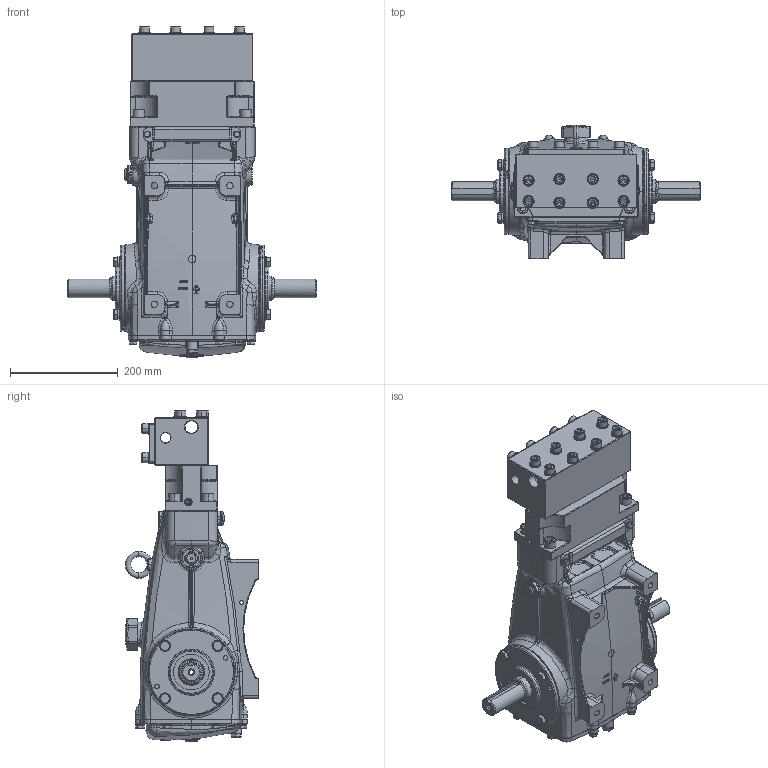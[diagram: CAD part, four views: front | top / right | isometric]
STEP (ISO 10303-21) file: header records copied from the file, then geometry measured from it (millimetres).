
FILE_DESCRIPTION (( 'STEP AP203' ), '1' );
FILE_NAME ('3550.STEP', '2020-02-04T19:09:39', ( '' ), ( '' ), 'SwSTEP 2.0', 'SolidWorks 2019', '' );
FILE_SCHEMA (( 'CONFIG_CONTROL_DESIGN' ));
Products named in the file (1): 3550
Bounding box: 460 x 247.5 x 614.3 mm (x, y, z)
Surface area: 833472.1 mm2 (no closed solid volume)
Topology: 0 solids, 117 shells, 2319 faces, 7901 edges, 5377 vertices
Faces by surface type: plane 834, cylinder 518, bspline 482, cone 305, torus 146, sphere 34
Entity records: 116460 total; most frequent: CARTESIAN_POINT 53874, ORIENTED_EDGE 12404, DIRECTION 12262, EDGE_CURVE 7789, VERTEX_POINT 5365, AXIS2_PLACEMENT_3D 4849, CIRCLE 3011, EDGE_LOOP 2643
